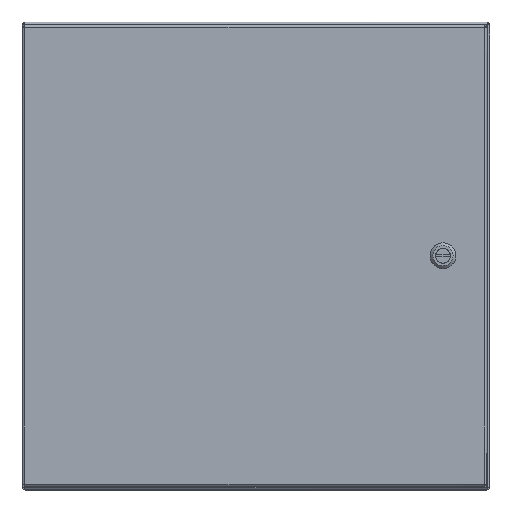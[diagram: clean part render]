
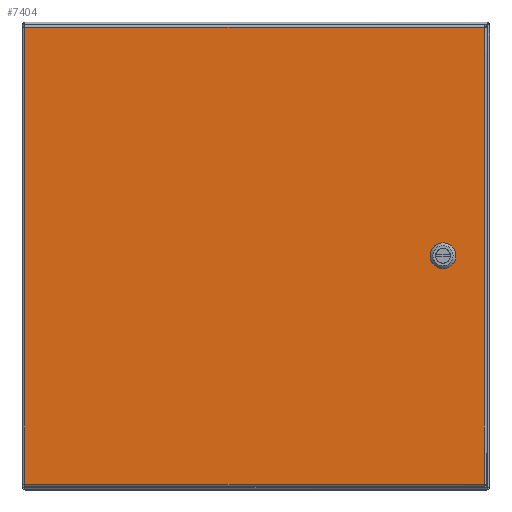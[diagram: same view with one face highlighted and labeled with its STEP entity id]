
A CAD part, top view. The second image highlights one B-rep face of the part: STEP entity #7404.
In plain terms, the highlighted face is planar.
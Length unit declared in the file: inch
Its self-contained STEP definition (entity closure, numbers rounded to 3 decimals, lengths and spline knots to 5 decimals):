
#5727=CARTESIAN_POINT('',(2.08762,10.275,0.0));
#5728=VERTEX_POINT('',#5727);
#5735=CARTESIAN_POINT('',(2.275,10.08762,0.0));
#5736=VERTEX_POINT('',#5735);
#5737=CARTESIAN_POINT('',(1.875,9.875,0.0));
#5738=DIRECTION('',(0.0,0.0,1.0));
#5739=DIRECTION('',(-0.469,-0.883,0.0));
#5740=AXIS2_PLACEMENT_3D('',#5737,#5738,#5739);
#5741=CIRCLE('',#5740,0.453);
#5742=EDGE_CURVE('',#5736,#5728,#5741,.T.);
#5767=CARTESIAN_POINT('',(2.275,9.66238,0.0));
#5768=VERTEX_POINT('',#5767);
#5769=CARTESIAN_POINT('',(2.275,9.66238,0.0));
#5770=DIRECTION('',(0.0,1.0,0.0));
#5771=VECTOR('',#5770,0.42525);
#5772=LINE('',#5769,#5771);
#5773=EDGE_CURVE('',#5768,#5736,#5772,.T.);
#5799=CARTESIAN_POINT('',(2.08762,9.475,0.0));
#5800=VERTEX_POINT('',#5799);
#5801=CARTESIAN_POINT('',(1.875,9.875,0.0));
#5802=DIRECTION('',(0.0,0.0,1.0));
#5803=DIRECTION('',(-0.883,0.469,0.0));
#5804=AXIS2_PLACEMENT_3D('',#5801,#5802,#5803);
#5805=CIRCLE('',#5804,0.453);
#5806=EDGE_CURVE('',#5800,#5768,#5805,.T.);
#5831=CARTESIAN_POINT('',(1.66238,9.475,0.0));
#5832=VERTEX_POINT('',#5831);
#5833=CARTESIAN_POINT('',(1.66238,9.475,0.0));
#5834=DIRECTION('',(1.0,0.0,0.0));
#5835=VECTOR('',#5834,0.42525);
#5836=LINE('',#5833,#5835);
#5837=EDGE_CURVE('',#5832,#5800,#5836,.T.);
#5863=CARTESIAN_POINT('',(1.475,9.66238,0.0));
#5864=VERTEX_POINT('',#5863);
#5865=CARTESIAN_POINT('',(1.875,9.875,0.0));
#5866=DIRECTION('',(0.0,0.0,1.0));
#5867=DIRECTION('',(0.469,0.883,0.0));
#5868=AXIS2_PLACEMENT_3D('',#5865,#5866,#5867);
#5869=CIRCLE('',#5868,0.453);
#5870=EDGE_CURVE('',#5864,#5832,#5869,.T.);
#5895=CARTESIAN_POINT('',(1.475,10.08762,0.0));
#5896=VERTEX_POINT('',#5895);
#5897=CARTESIAN_POINT('',(1.475,10.08762,0.0));
#5898=DIRECTION('',(0.0,-1.0,0.0));
#5899=VECTOR('',#5898,0.42525);
#5900=LINE('',#5897,#5899);
#5901=EDGE_CURVE('',#5896,#5864,#5900,.T.);
#5927=CARTESIAN_POINT('',(1.66238,10.275,0.0));
#5928=VERTEX_POINT('',#5927);
#5929=CARTESIAN_POINT('',(1.875,9.875,0.0));
#5930=DIRECTION('',(0.0,0.0,1.0));
#5931=DIRECTION('',(0.883,-0.469,0.0));
#5932=AXIS2_PLACEMENT_3D('',#5929,#5930,#5931);
#5933=CIRCLE('',#5932,0.453);
#5934=EDGE_CURVE('',#5928,#5896,#5933,.T.);
#5957=CARTESIAN_POINT('',(2.08762,10.275,0.0));
#5958=DIRECTION('',(-1.0,0.0,0.0));
#5959=VECTOR('',#5958,0.42525);
#5960=LINE('',#5957,#5959);
#5961=EDGE_CURVE('',#5728,#5928,#5960,.T.);
#6412=CARTESIAN_POINT('',(19.76975,0.10525,0.));
#6413=VERTEX_POINT('',#6412);
#6424=CARTESIAN_POINT('',(19.76975,19.64475,0.));
#6425=VERTEX_POINT('',#6424);
#6426=CARTESIAN_POINT('',(19.76975,19.64475,0.0));
#6427=DIRECTION('',(0.0,-1.0,0.0));
#6428=VECTOR('',#6427,19.5395);
#6429=LINE('',#6426,#6428);
#6430=EDGE_CURVE('',#6425,#6413,#6429,.T.);
#6582=CARTESIAN_POINT('',(0.10525,0.10525,0.));
#6583=VERTEX_POINT('',#6582);
#6594=CARTESIAN_POINT('',(19.76975,0.10525,0.0));
#6595=DIRECTION('',(-1.0,0.0,0.0));
#6596=VECTOR('',#6595,19.6645);
#6597=LINE('',#6594,#6596);
#6598=EDGE_CURVE('',#6413,#6583,#6597,.T.);
#6859=CARTESIAN_POINT('',(0.10525,19.64475,0.));
#6860=VERTEX_POINT('',#6859);
#6871=CARTESIAN_POINT('',(0.10525,0.10525,0.0));
#6872=DIRECTION('',(0.0,1.0,0.0));
#6873=VECTOR('',#6872,19.5395);
#6874=LINE('',#6871,#6873);
#6875=EDGE_CURVE('',#6583,#6860,#6874,.T.);
#7140=CARTESIAN_POINT('',(0.10525,19.64475,0.0));
#7141=DIRECTION('',(1.0,0.0,0.0));
#7142=VECTOR('',#7141,19.6645);
#7143=LINE('',#7140,#7142);
#7144=EDGE_CURVE('',#6860,#6425,#7143,.T.);
#7383=CARTESIAN_POINT('',(9.9375,9.875,0.0));
#7384=DIRECTION('',(0.0,0.0,1.0));
#7385=DIRECTION('',(1.0,0.0,0.0));
#7386=AXIS2_PLACEMENT_3D('',#7383,#7384,#7385);
#7387=PLANE('',#7386);
#7388=ORIENTED_EDGE('',*,*,#6430,.T.);
#7389=ORIENTED_EDGE('',*,*,#6598,.T.);
#7390=ORIENTED_EDGE('',*,*,#6875,.T.);
#7391=ORIENTED_EDGE('',*,*,#7144,.T.);
#7392=EDGE_LOOP('',(#7388,#7389,#7390,#7391));
#7393=FACE_OUTER_BOUND('',#7392,.T.);
#7394=ORIENTED_EDGE('',*,*,#5742,.T.);
#7395=ORIENTED_EDGE('',*,*,#5961,.T.);
#7396=ORIENTED_EDGE('',*,*,#5934,.T.);
#7397=ORIENTED_EDGE('',*,*,#5901,.T.);
#7398=ORIENTED_EDGE('',*,*,#5870,.T.);
#7399=ORIENTED_EDGE('',*,*,#5837,.T.);
#7400=ORIENTED_EDGE('',*,*,#5806,.T.);
#7401=ORIENTED_EDGE('',*,*,#5773,.T.);
#7402=EDGE_LOOP('',(#7394,#7395,#7396,#7397,#7398,#7399,#7400,#7401));
#7403=FACE_BOUND('',#7402,.T.);
#7404=ADVANCED_FACE('',(#7393,#7403),#7387,.F.);
